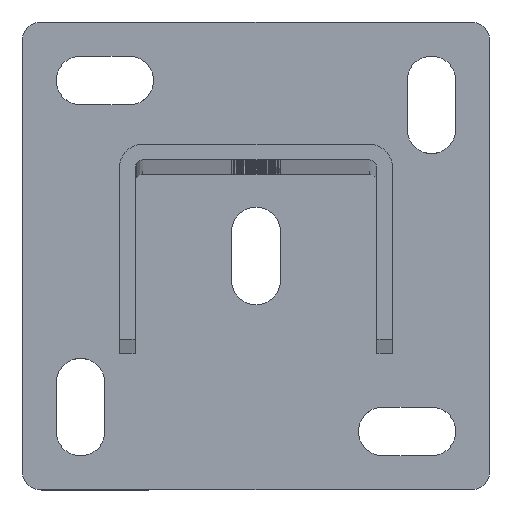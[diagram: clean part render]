
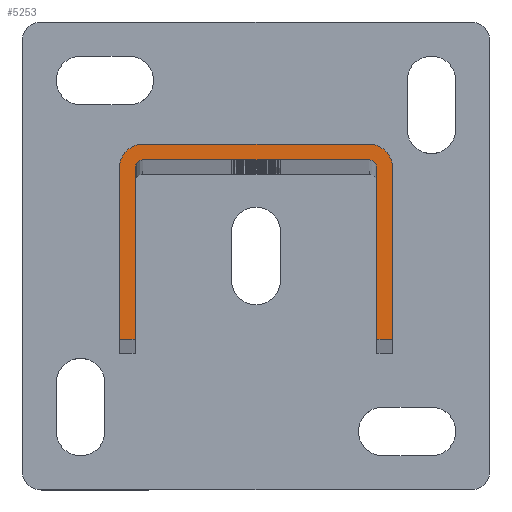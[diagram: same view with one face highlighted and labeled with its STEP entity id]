
A CAD part, top view. The second image highlights one B-rep face of the part: STEP entity #5253.
In plain terms, the highlighted planar face has unit normal (0, 0, 1).
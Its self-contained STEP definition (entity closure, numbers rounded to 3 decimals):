
#348 = VERTEX_POINT ( 'NONE', #22096 ) ;
#350 = ORIENTED_EDGE ( 'NONE', *, *, #11137, .F. ) ;
#561 = VERTEX_POINT ( 'NONE', #4789 ) ;
#670 = DIRECTION ( 'NONE',  ( 1., 0., 0. ) ) ;
#813 = AXIS2_PLACEMENT_3D ( 'NONE', #15088, #14848, #18542 ) ;
#1213 = EDGE_CURVE ( 'NONE', #561, #10429, #9566, .T. ) ;
#1383 = AXIS2_PLACEMENT_3D ( 'NONE', #10908, #18189, #2320 ) ;
#1704 = DIRECTION ( 'NONE',  ( 0., 0., -1. ) ) ;
#1988 = CARTESIAN_POINT ( 'NONE',  ( 35., 19., 2108. ) ) ;
#2093 = CARTESIAN_POINT ( 'NONE',  ( 35., 19., 2108. ) ) ;
#2320 = DIRECTION ( 'NONE',  ( -1., 0., 0. ) ) ;
#2399 = VERTEX_POINT ( 'NONE', #2795 ) ;
#2795 = CARTESIAN_POINT ( 'NONE',  ( -35., -25., 2108. ) ) ;
#2987 = LINE ( 'NONE', #4637, #9018 ) ;
#3103 = VECTOR ( 'NONE', #670, 1000. ) ;
#3272 = DIRECTION ( 'NONE',  ( -1., 0., 0. ) ) ;
#3330 = EDGE_CURVE ( 'NONE', #23532, #4371, #16815, .T. ) ;
#3376 = EDGE_CURVE ( 'NONE', #4371, #561, #9231, .T. ) ;
#3580 = ORIENTED_EDGE ( 'NONE', *, *, #20293, .F. ) ;
#3633 = DIRECTION ( 'NONE',  ( 0., 0., -1. ) ) ;
#3866 = AXIS2_PLACEMENT_3D ( 'NONE', #16383, #3633, #10896 ) ;
#3887 = ORIENTED_EDGE ( 'NONE', *, *, #18633, .F. ) ;
#4039 = PLANE ( 'NONE',  #17937 ) ;
#4371 = VERTEX_POINT ( 'NONE', #15741 ) ;
#4637 = CARTESIAN_POINT ( 'NONE',  ( -31., -25., 2108. ) ) ;
#4789 = CARTESIAN_POINT ( 'NONE',  ( 29., 21., 2108. ) ) ;
#5031 = DIRECTION ( 'NONE',  ( 0., 0., -1. ) ) ;
#5253 = ADVANCED_FACE ( 'NONE', ( #14458 ), #4039, .F. ) ;
#5324 = ORIENTED_EDGE ( 'NONE', *, *, #20075, .T. ) ;
#5423 = DIRECTION ( 'NONE',  ( -1., 0., 0. ) ) ;
#5995 = EDGE_CURVE ( 'NONE', #20346, #6308, #11032, .T. ) ;
#6308 = VERTEX_POINT ( 'NONE', #10540 ) ;
#6383 = CARTESIAN_POINT ( 'NONE',  ( -31., 19., 2108. ) ) ;
#6458 = ORIENTED_EDGE ( 'NONE', *, *, #23419, .F. ) ;
#7107 = CARTESIAN_POINT ( 'NONE',  ( -31., -25., 2108. ) ) ;
#7221 = ORIENTED_EDGE ( 'NONE', *, *, #9451, .T. ) ;
#7802 = VECTOR ( 'NONE', #17358, 1000. ) ;
#8321 = DIRECTION ( 'NONE',  ( -1., 0., 0. ) ) ;
#8617 = CARTESIAN_POINT ( 'NONE',  ( 29., 19., 2108. ) ) ;
#8991 = CARTESIAN_POINT ( 'NONE',  ( 35., -25., 2108. ) ) ;
#9018 = VECTOR ( 'NONE', #8321, 1000. ) ;
#9120 = ORIENTED_EDGE ( 'NONE', *, *, #3376, .T. ) ;
#9231 = LINE ( 'NONE', #18425, #3103 ) ;
#9451 = EDGE_CURVE ( 'NONE', #13547, #23532, #14407, .T. ) ;
#9523 = CARTESIAN_POINT ( 'NONE',  ( -29., 25., 2108. ) ) ;
#9566 = CIRCLE ( 'NONE', #3866, 2. ) ;
#9956 = ORIENTED_EDGE ( 'NONE', *, *, #3330, .T. ) ;
#9978 = CARTESIAN_POINT ( 'NONE',  ( -35., 19., 2108. ) ) ;
#10103 = EDGE_CURVE ( 'NONE', #348, #20346, #21073, .T. ) ;
#10135 = LINE ( 'NONE', #12282, #17633 ) ;
#10429 = VERTEX_POINT ( 'NONE', #16968 ) ;
#10528 = CARTESIAN_POINT ( 'NONE',  ( 31., -25., 2108. ) ) ;
#10540 = CARTESIAN_POINT ( 'NONE',  ( 35., -25., 2108. ) ) ;
#10782 = VERTEX_POINT ( 'NONE', #9978 ) ;
#10896 = DIRECTION ( 'NONE',  ( 1., 0., 0. ) ) ;
#10908 = CARTESIAN_POINT ( 'NONE',  ( -29., 19., 2108. ) ) ;
#11032 = LINE ( 'NONE', #1988, #12642 ) ;
#11137 = EDGE_CURVE ( 'NONE', #2399, #10782, #11754, .T. ) ;
#11293 = CARTESIAN_POINT ( 'NONE',  ( -35., -25., 2108. ) ) ;
#11754 = LINE ( 'NONE', #11293, #11994 ) ;
#11994 = VECTOR ( 'NONE', #14992, 1000. ) ;
#12282 = CARTESIAN_POINT ( 'NONE',  ( -29., 25., 2108. ) ) ;
#12593 = DIRECTION ( 'NONE',  ( 0., -1., 0. ) ) ;
#12642 = VECTOR ( 'NONE', #12593, 1000. ) ;
#13547 = VERTEX_POINT ( 'NONE', #15251 ) ;
#14022 = LINE ( 'NONE', #15810, #7802 ) ;
#14196 = EDGE_CURVE ( 'NONE', #20774, #348, #10135, .T. ) ;
#14274 = AXIS2_PLACEMENT_3D ( 'NONE', #8617, #5031, #3272 ) ;
#14407 = LINE ( 'NONE', #7107, #21878 ) ;
#14458 = FACE_OUTER_BOUND ( 'NONE', #17688, .T. ) ;
#14848 = DIRECTION ( 'NONE',  ( 0., 0., -1. ) ) ;
#14992 = DIRECTION ( 'NONE',  ( 0., 1., 0. ) ) ;
#15088 = CARTESIAN_POINT ( 'NONE',  ( -29., 19., 2108. ) ) ;
#15223 = CARTESIAN_POINT ( 'NONE',  ( 29., 19., 2108. ) ) ;
#15251 = CARTESIAN_POINT ( 'NONE',  ( -31., -25., 2108. ) ) ;
#15741 = CARTESIAN_POINT ( 'NONE',  ( -29., 21., 2108. ) ) ;
#15810 = CARTESIAN_POINT ( 'NONE',  ( 31., 19., 2108. ) ) ;
#16383 = CARTESIAN_POINT ( 'NONE',  ( 29., 19., 2108. ) ) ;
#16815 = CIRCLE ( 'NONE', #813, 2. ) ;
#16968 = CARTESIAN_POINT ( 'NONE',  ( 31., 19., 2108. ) ) ;
#16989 = CIRCLE ( 'NONE', #1383, 6. ) ;
#17358 = DIRECTION ( 'NONE',  ( 0., -1., 0. ) ) ;
#17566 = ORIENTED_EDGE ( 'NONE', *, *, #14196, .F. ) ;
#17633 = VECTOR ( 'NONE', #19562, 1000. ) ;
#17688 = EDGE_LOOP ( 'NONE', ( #5324, #3887, #20325, #22832, #17566, #3580, #350, #6458, #7221, #9956, #9120, #19853 ) ) ;
#17937 = AXIS2_PLACEMENT_3D ( 'NONE', #15223, #1704, #19930 ) ;
#18189 = DIRECTION ( 'NONE',  ( 0., 0., -1. ) ) ;
#18206 = DIRECTION ( 'NONE',  ( 0., 1., 0. ) ) ;
#18425 = CARTESIAN_POINT ( 'NONE',  ( -29., 21., 2108. ) ) ;
#18542 = DIRECTION ( 'NONE',  ( 1., 0., 0. ) ) ;
#18633 = EDGE_CURVE ( 'NONE', #6308, #22670, #19863, .T. ) ;
#19544 = VECTOR ( 'NONE', #5423, 1000. ) ;
#19562 = DIRECTION ( 'NONE',  ( 1., 0., 0. ) ) ;
#19853 = ORIENTED_EDGE ( 'NONE', *, *, #1213, .T. ) ;
#19863 = LINE ( 'NONE', #8991, #19544 ) ;
#19930 = DIRECTION ( 'NONE',  ( -1., 0., 0. ) ) ;
#20075 = EDGE_CURVE ( 'NONE', #10429, #22670, #14022, .T. ) ;
#20293 = EDGE_CURVE ( 'NONE', #10782, #20774, #16989, .T. ) ;
#20325 = ORIENTED_EDGE ( 'NONE', *, *, #5995, .F. ) ;
#20346 = VERTEX_POINT ( 'NONE', #2093 ) ;
#20774 = VERTEX_POINT ( 'NONE', #9523 ) ;
#21073 = CIRCLE ( 'NONE', #14274, 6. ) ;
#21878 = VECTOR ( 'NONE', #18206, 1000. ) ;
#22096 = CARTESIAN_POINT ( 'NONE',  ( 29., 25., 2108. ) ) ;
#22670 = VERTEX_POINT ( 'NONE', #10528 ) ;
#22832 = ORIENTED_EDGE ( 'NONE', *, *, #10103, .F. ) ;
#23419 = EDGE_CURVE ( 'NONE', #13547, #2399, #2987, .T. ) ;
#23532 = VERTEX_POINT ( 'NONE', #6383 ) ;
